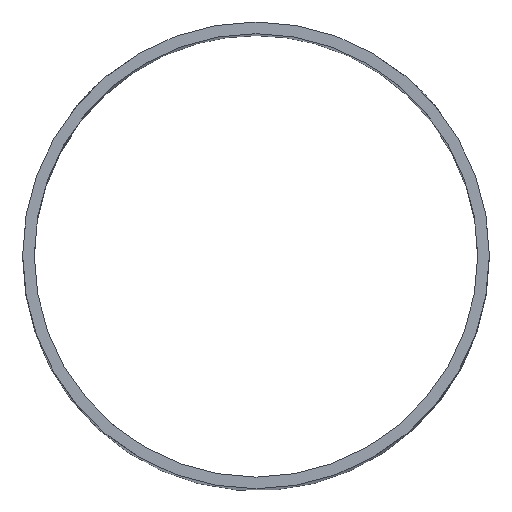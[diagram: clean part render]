
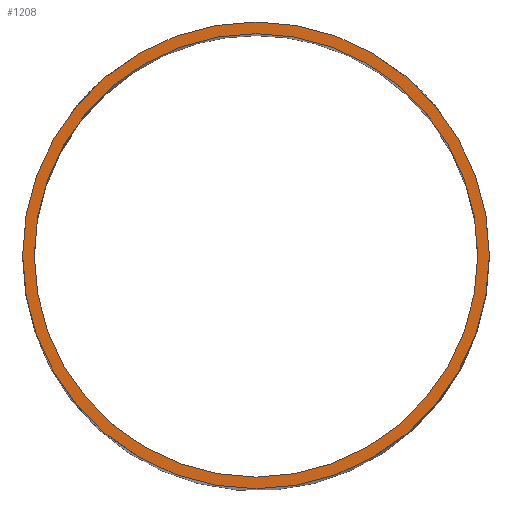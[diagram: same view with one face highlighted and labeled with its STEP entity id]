
A CAD part, top view. The second image highlights one B-rep face of the part: STEP entity #1208.
In plain terms, the highlighted planar face has unit normal (0, 0, 1).
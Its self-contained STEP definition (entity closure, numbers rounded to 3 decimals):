
#32 = CARTESIAN_POINT ( 'NONE',  ( 40., 0., 200. ) ) ;
#101 = CIRCLE ( 'NONE', #1121, 38. ) ;
#108 = EDGE_LOOP ( 'NONE', ( #684, #283 ) ) ;
#110 = DIRECTION ( 'NONE',  ( 0., 0., 1. ) ) ;
#134 = CIRCLE ( 'NONE', #141, 40. ) ;
#141 = AXIS2_PLACEMENT_3D ( 'NONE', #783, #980, #1277 ) ;
#153 = EDGE_LOOP ( 'NONE', ( #443, #956 ) ) ;
#226 = CIRCLE ( 'NONE', #759, 40. ) ;
#283 = ORIENTED_EDGE ( 'NONE', *, *, #1110, .F. ) ;
#286 = DIRECTION ( 'NONE',  ( 1., 0., 0. ) ) ;
#315 = EDGE_CURVE ( 'NONE', #425, #1080, #134, .T. ) ;
#316 = CARTESIAN_POINT ( 'NONE',  ( 0., 0., 200. ) ) ;
#327 = VERTEX_POINT ( 'NONE', #1066 ) ;
#352 = VERTEX_POINT ( 'NONE', #397 ) ;
#397 = CARTESIAN_POINT ( 'NONE',  ( 38., 0., 200. ) ) ;
#398 = PLANE ( 'NONE',  #819 ) ;
#403 = DIRECTION ( 'NONE',  ( 1., 0., 0. ) ) ;
#425 = VERTEX_POINT ( 'NONE', #32 ) ;
#443 = ORIENTED_EDGE ( 'NONE', *, *, #1022, .T. ) ;
#476 = CARTESIAN_POINT ( 'NONE',  ( -40., 0., 200. ) ) ;
#480 = CARTESIAN_POINT ( 'NONE',  ( 0., 0., 200. ) ) ;
#563 = FACE_BOUND ( 'NONE', #108, .T. ) ;
#575 = CARTESIAN_POINT ( 'NONE',  ( 0., 0., 200. ) ) ;
#684 = ORIENTED_EDGE ( 'NONE', *, *, #1154, .F. ) ;
#716 = CIRCLE ( 'NONE', #1057, 38. ) ;
#747 = FACE_OUTER_BOUND ( 'NONE', #153, .T. ) ;
#759 = AXIS2_PLACEMENT_3D ( 'NONE', #480, #1271, #286 ) ;
#783 = CARTESIAN_POINT ( 'NONE',  ( 0., 0., 200. ) ) ;
#796 = DIRECTION ( 'NONE',  ( 0., 0., 1. ) ) ;
#819 = AXIS2_PLACEMENT_3D ( 'NONE', #316, #796, #403 ) ;
#956 = ORIENTED_EDGE ( 'NONE', *, *, #315, .T. ) ;
#980 = DIRECTION ( 'NONE',  ( 0., 0., 1. ) ) ;
#1022 = EDGE_CURVE ( 'NONE', #1080, #425, #226, .T. ) ;
#1057 = AXIS2_PLACEMENT_3D ( 'NONE', #1185, #110, #1192 ) ;
#1066 = CARTESIAN_POINT ( 'NONE',  ( -38., 0., 200. ) ) ;
#1080 = VERTEX_POINT ( 'NONE', #476 ) ;
#1110 = EDGE_CURVE ( 'NONE', #352, #327, #101, .T. ) ;
#1121 = AXIS2_PLACEMENT_3D ( 'NONE', #575, #1176, #1275 ) ;
#1154 = EDGE_CURVE ( 'NONE', #327, #352, #716, .T. ) ;
#1176 = DIRECTION ( 'NONE',  ( 0., 0., 1. ) ) ;
#1185 = CARTESIAN_POINT ( 'NONE',  ( 0., 0., 200. ) ) ;
#1192 = DIRECTION ( 'NONE',  ( 1., 0., 0. ) ) ;
#1208 = ADVANCED_FACE ( 'NONE', ( #747, #563 ), #398, .T. ) ;
#1271 = DIRECTION ( 'NONE',  ( 0., 0., 1. ) ) ;
#1275 = DIRECTION ( 'NONE',  ( 1., 0., 0. ) ) ;
#1277 = DIRECTION ( 'NONE',  ( 1., 0., 0. ) ) ;
